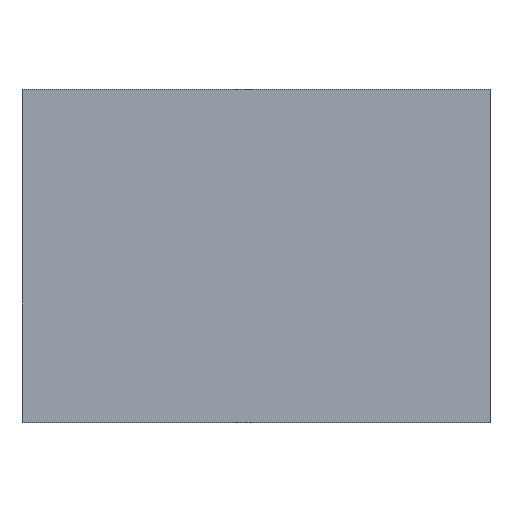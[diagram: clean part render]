
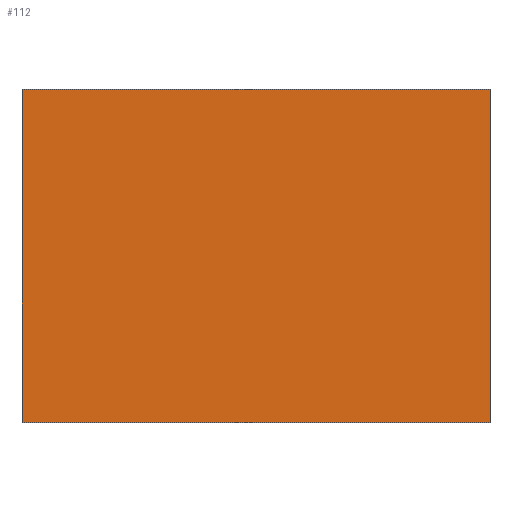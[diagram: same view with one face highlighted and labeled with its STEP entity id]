
A CAD part, top view. The second image highlights one B-rep face of the part: STEP entity #112.
In plain terms, the highlighted planar face has unit normal (0, 0, 1).
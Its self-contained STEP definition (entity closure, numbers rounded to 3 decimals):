
#32=ORIENTED_EDGE('',*,*,#53,.T.);
#33=ORIENTED_EDGE('',*,*,#56,.F.);
#34=ORIENTED_EDGE('',*,*,#51,.F.);
#35=ORIENTED_EDGE('',*,*,#57,.T.);
#51=EDGE_CURVE('',#63,#60,#71,.T.);
#53=EDGE_CURVE('',#66,#64,#73,.T.);
#56=EDGE_CURVE('',#60,#64,#76,.T.);
#57=EDGE_CURVE('',#63,#66,#77,.T.);
#60=VERTEX_POINT('',#169);
#63=VERTEX_POINT('',#174);
#64=VERTEX_POINT('',#178);
#66=VERTEX_POINT('',#181);
#71=LINE('',#175,#83);
#73=LINE('',#180,#85);
#76=LINE('',#186,#88);
#77=LINE('',#187,#89);
#83=VECTOR('',#145,1000.);
#85=VECTOR('',#149,1000.);
#88=VECTOR('',#154,1000.);
#89=VECTOR('',#155,1000.);
#94=EDGE_LOOP('',(#32,#33,#34,#35));
#100=FACE_BOUND('',#94,.T.);
#106=PLANE('',#133);
#112=ADVANCED_FACE('',(#100),#106,.F.);
#133=AXIS2_PLACEMENT_3D('',#185,#152,#153);
#145=DIRECTION('',(-1.,0.,0.));
#149=DIRECTION('',(-1.,0.,0.));
#152=DIRECTION('',(0.,0.,-1.));
#153=DIRECTION('',(-1.,0.,0.));
#154=DIRECTION('',(0.,1.,0.));
#155=DIRECTION('',(0.,1.,0.));
#169=CARTESIAN_POINT('',(-2.45,-1.45,0.575));
#174=CARTESIAN_POINT('',(2.05,-1.45,0.575));
#175=CARTESIAN_POINT('',(2.45,-1.45,0.575));
#178=CARTESIAN_POINT('',(-2.45,1.75,0.575));
#180=CARTESIAN_POINT('',(2.45,1.75,0.575));
#181=CARTESIAN_POINT('',(2.05,1.75,0.575));
#185=CARTESIAN_POINT('',(2.45,-1.75,0.575));
#186=CARTESIAN_POINT('',(-2.45,-1.75,0.575));
#187=CARTESIAN_POINT('',(2.05,-1.75,0.575));
